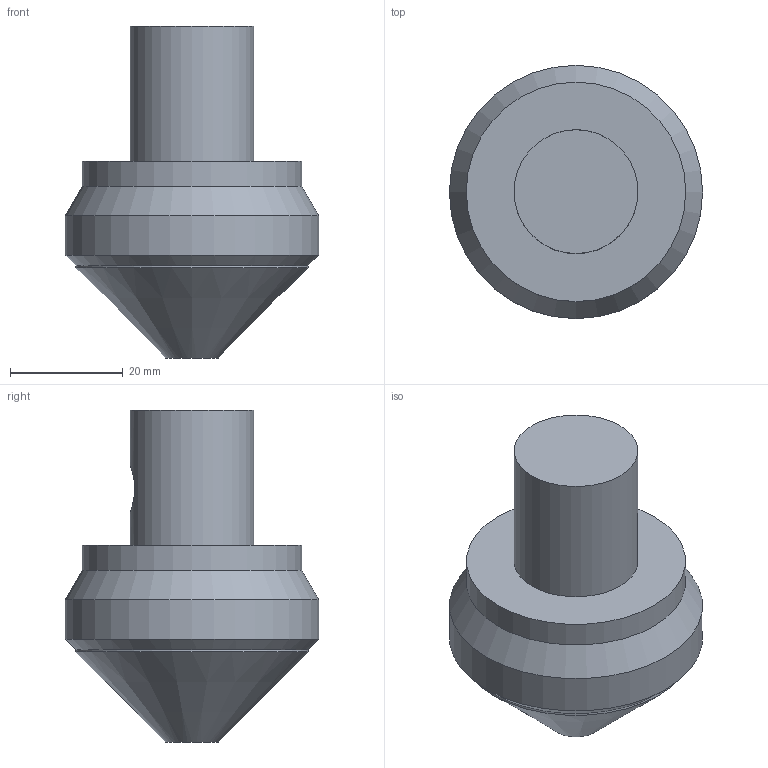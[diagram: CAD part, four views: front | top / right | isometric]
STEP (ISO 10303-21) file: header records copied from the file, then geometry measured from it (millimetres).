
FILE_DESCRIPTION((''),'1');
FILE_NAME('CKB4-C1040C.stp','2022-10-25T08:02:09',(''),(''),'Spatial Interop R21 SP3','Kubotek KeyCreator 2011 V10.0.2 (22737)',' ');
FILE_SCHEMA(('automotive_design'));
Length unit declared in the file: millimetre
Products named in the file (2): 241[3]; 240[2]
Bounding box: 45 x 45 x 59 mm (x, y, z)
Volume: 54185.3 mm3; surface area: 10729.4 mm2
Topology: 2 solids, 2 shells, 14 faces, 23 edges, 15 vertices
Faces by surface type: plane 6, cone 4, cylinder 4
Full cylindrical faces by diameter (mm): 8.3 x1, 22 x1, 39 x1, 45 x1
Entity records: 623 total; most frequent: CARTESIAN_POINT 109, DIRECTION 54, PRESENTATION_STYLE_ASSIGNMENT 45, COLOUR_RGB 45, STYLED_ITEM 29, CURVE_STYLE 29, DRAUGHTING_PRE_DEFINED_CURVE_FONT 29, AXIS2_PLACEMENT_3D 27
